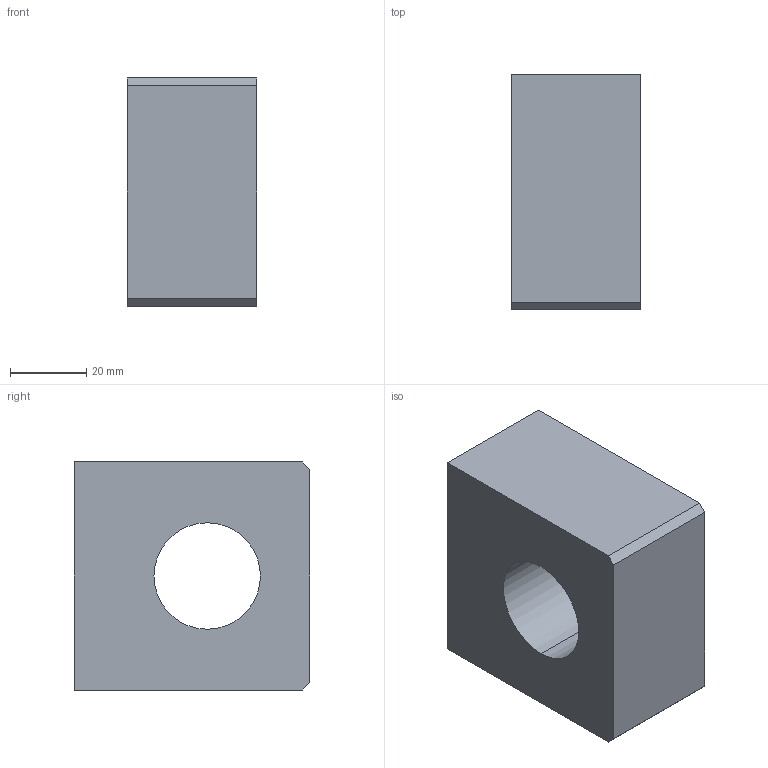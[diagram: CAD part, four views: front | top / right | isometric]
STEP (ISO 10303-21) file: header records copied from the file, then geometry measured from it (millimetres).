
FILE_DESCRIPTION( ( '' ), '1' );
FILE_NAME( 'dnba386_35_2_03.stp', '2014-06-16T21:49:30', ( '' ), ( '' ), ' ', ' ', ' ' );
FILE_SCHEMA( ( 'CONFIG_CONTROL_DESIGN' ) );
Length unit declared in the file: millimetre
Products named in the file (1): 1
Bounding box: 34 x 62 x 60 mm (x, y, z)
Volume: 103294.8 mm3; surface area: 19040.1 mm2
Topology: 1 solids, 1 shells, 58 faces, 136 edges, 72 vertices
Faces by surface type: cone 32, cylinder 18, plane 8
Entity records: 1572 total; most frequent: DIRECTION 290, CARTESIAN_POINT 251, ORIENTED_EDGE 240, EDGE_CURVE 120, AXIS2_PLACEMENT_3D 111, VERTEX_POINT 72, EDGE_LOOP 68, LINE 68
